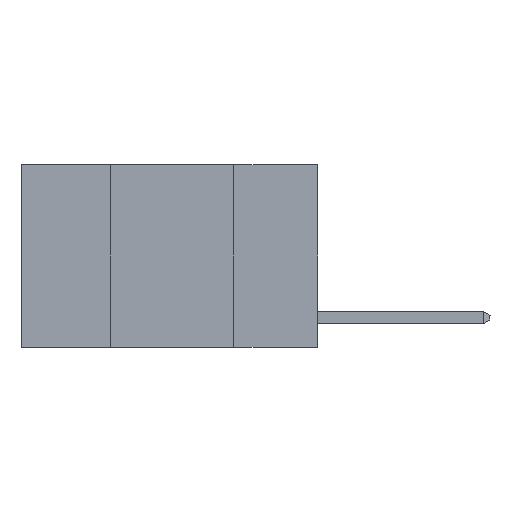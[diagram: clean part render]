
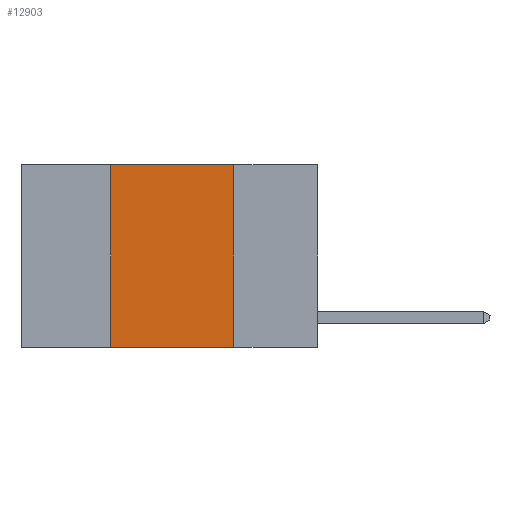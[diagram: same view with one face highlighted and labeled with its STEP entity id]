
A CAD part, left-side view. The second image highlights one B-rep face of the part: STEP entity #12903.
In plain terms, the highlighted planar face has unit normal (-1, 0, 0).
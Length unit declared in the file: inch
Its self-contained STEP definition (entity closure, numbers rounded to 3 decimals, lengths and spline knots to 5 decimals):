
#129 = DIRECTION ( 'NONE',  ( 0., -1., 0. ) ) ;
#355 = VECTOR ( 'NONE', #7383, 39.37008 ) ;
#911 = AXIS2_PLACEMENT_3D ( 'NONE', #3543, #6867, #6921 ) ;
#1069 = FACE_OUTER_BOUND ( 'NONE', #1676, .T. ) ;
#1642 = CARTESIAN_POINT ( 'NONE',  ( 0., 0.6, 0. ) ) ;
#1676 = EDGE_LOOP ( 'NONE', ( #5476, #13205, #6282, #13074 ) ) ;
#2327 = PLANE ( 'NONE',  #911 ) ;
#2349 = DIRECTION ( 'NONE',  ( 0., 0., -1. ) ) ;
#2379 = VECTOR ( 'NONE', #2349, 39.37008 ) ;
#3142 = EDGE_CURVE ( 'NONE', #9978, #4000, #3681, .T. ) ;
#3381 = EDGE_CURVE ( 'NONE', #9748, #4000, #11533, .T. ) ;
#3543 = CARTESIAN_POINT ( 'NONE',  ( 0., 0.6, 0. ) ) ;
#3605 = VECTOR ( 'NONE', #3893, 39.37008 ) ;
#3681 = LINE ( 'NONE', #6977, #12805 ) ;
#3893 = DIRECTION ( 'NONE',  ( 0., -1., 0. ) ) ;
#4000 = VERTEX_POINT ( 'NONE', #6775 ) ;
#5308 = CARTESIAN_POINT ( 'NONE',  ( 0., 0.17, 0. ) ) ;
#5440 = VERTEX_POINT ( 'NONE', #12613 ) ;
#5476 = ORIENTED_EDGE ( 'NONE', *, *, #3381, .F. ) ;
#6282 = ORIENTED_EDGE ( 'NONE', *, *, #13234, .F. ) ;
#6775 = CARTESIAN_POINT ( 'NONE',  ( 0., 0.17, -0.37 ) ) ;
#6867 = DIRECTION ( 'NONE',  ( 1., 0., 0. ) ) ;
#6921 = DIRECTION ( 'NONE',  ( 0., 0., -1. ) ) ;
#6977 = CARTESIAN_POINT ( 'NONE',  ( 0., 0.6, -0.37 ) ) ;
#7223 = LINE ( 'NONE', #1642, #3605 ) ;
#7383 = DIRECTION ( 'NONE',  ( 0., 0., 1. ) ) ;
#7593 = EDGE_CURVE ( 'NONE', #5440, #9748, #7223, .T. ) ;
#9278 = CARTESIAN_POINT ( 'NONE',  ( 0., 0.42, -0.37 ) ) ;
#9748 = VERTEX_POINT ( 'NONE', #5308 ) ;
#9978 = VERTEX_POINT ( 'NONE', #9278 ) ;
#11018 = CARTESIAN_POINT ( 'NONE',  ( 0., 0.42, 0. ) ) ;
#11533 = LINE ( 'NONE', #13859, #2379 ) ;
#12613 = CARTESIAN_POINT ( 'NONE',  ( 0., 0.42, 0. ) ) ;
#12805 = VECTOR ( 'NONE', #129, 39.37008 ) ;
#12903 = ADVANCED_FACE ( 'NONE', ( #1069 ), #2327, .F. ) ;
#13074 = ORIENTED_EDGE ( 'NONE', *, *, #3142, .T. ) ;
#13205 = ORIENTED_EDGE ( 'NONE', *, *, #7593, .F. ) ;
#13234 = EDGE_CURVE ( 'NONE', #9978, #5440, #13388, .T. ) ;
#13388 = LINE ( 'NONE', #11018, #355 ) ;
#13859 = CARTESIAN_POINT ( 'NONE',  ( 0., 0.17, 0. ) ) ;
